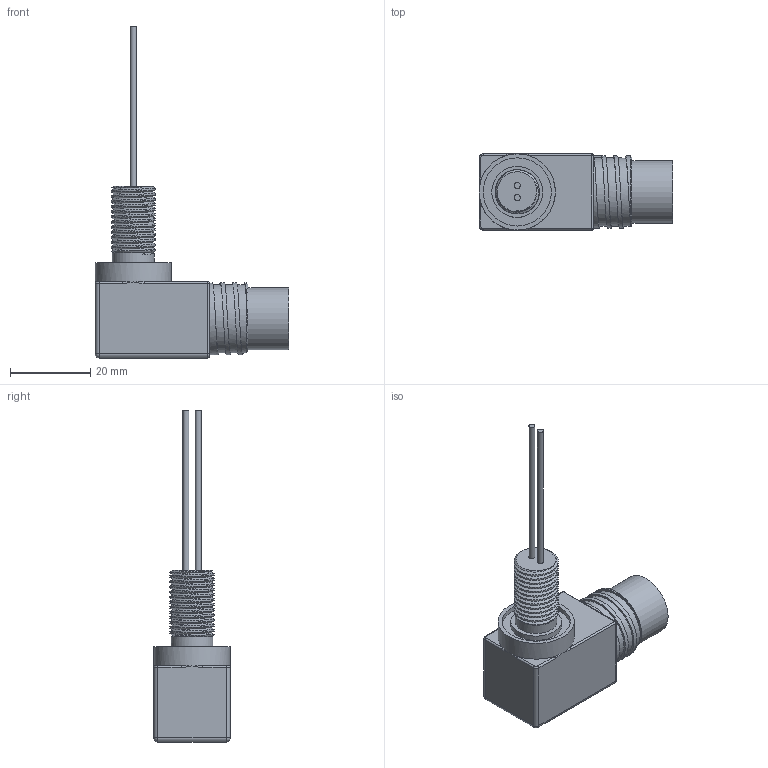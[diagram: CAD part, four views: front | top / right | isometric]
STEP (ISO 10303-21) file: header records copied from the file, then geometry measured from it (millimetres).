
FILE_DESCRIPTION(/* description */ (''),/* implementation_level */ '2;1');
FILE_NAME(/* name */ 'MCBHRA2F-G2.stp',/* time_stamp */ '2014-11-25T15:44:25+01:00',/* author */ ('sh'),/* organization */ (''),/* preprocessor_version */ 'ST-DEVELOPER v15.2',/* originating_system */ 'Autodesk Inventor 2014',/* authorisation */ '');
FILE_SCHEMA (('AUTOMOTIVE_DESIGN { 1 0 10303 214 3 1 1 }'));
Length unit declared in the file: millimetre
Products named in the file (1): MCBHRA2F-G2
Bounding box: 48.3 x 19 x 82.8 mm (x, y, z)
Volume: 17216.7 mm3; surface area: 6106.6 mm2
Topology: 1 solids, 1 shells, 103 faces, 248 edges, 148 vertices
Faces by surface type: plane 41, cylinder 28, bspline 22, cone 4, sphere 4, torus 4
Full cylindrical faces by diameter (mm): 1.5 x2, 2.5 x1, 3 x2, 10.423 x1, 12.7 x1, 15.5 x1, 17 x1, 19 x1
Entity records: 5919 total; most frequent: CARTESIAN_POINT 3594, ORIENTED_EDGE 452, DIRECTION 414, EDGE_CURVE 226, AXIS2_PLACEMENT_3D 154, VERTEX_POINT 146, EDGE_LOOP 124, LINE 106
